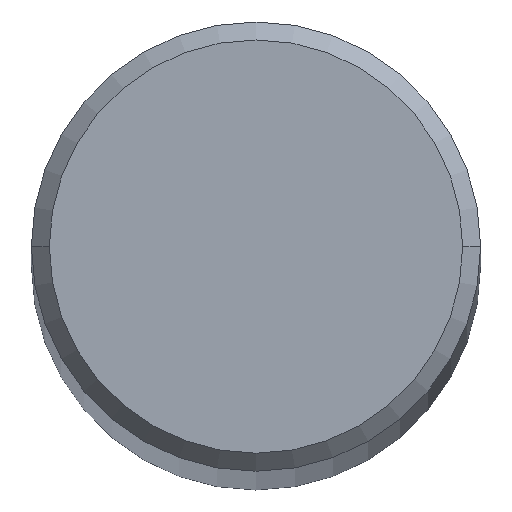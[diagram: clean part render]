
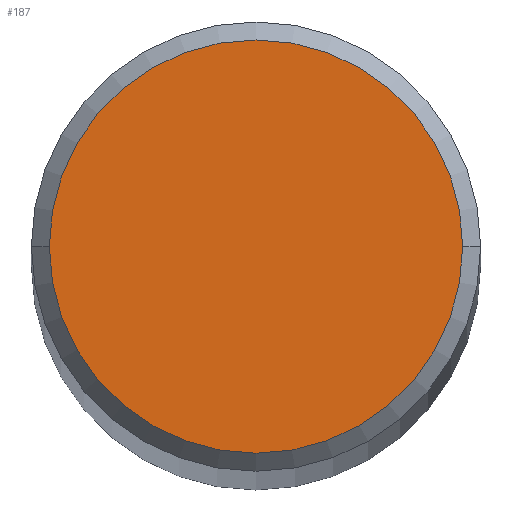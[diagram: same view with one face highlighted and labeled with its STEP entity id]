
A CAD part, top view. The second image highlights one B-rep face of the part: STEP entity #187.
In plain terms, the highlighted planar face has unit normal (0, 0, 1).
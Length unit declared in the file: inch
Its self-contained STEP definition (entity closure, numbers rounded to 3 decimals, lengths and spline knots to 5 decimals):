
#3 = DIRECTION ( 'NONE',  ( 1., 0., 0. ) ) ;
#12 = DIRECTION ( 'NONE',  ( 0., 0., 1. ) ) ;
#25 = VERTEX_POINT ( 'NONE', #159 ) ;
#27 = FACE_OUTER_BOUND ( 'NONE', #248, .T. ) ;
#28 = CIRCLE ( 'NONE', #213, 0.0575 ) ;
#30 = EDGE_CURVE ( 'NONE', #25, #245, #39, .T. ) ;
#39 = CIRCLE ( 'NONE', #137, 0.0575 ) ;
#46 = CARTESIAN_POINT ( 'NONE',  ( 0., 0., 1.5 ) ) ;
#68 = DIRECTION ( 'NONE',  ( 1., 0., 0. ) ) ;
#69 = AXIS2_PLACEMENT_3D ( 'NONE', #191, #12, #153 ) ;
#87 = EDGE_CURVE ( 'NONE', #245, #25, #28, .T. ) ;
#96 = PLANE ( 'NONE',  #69 ) ;
#119 = DIRECTION ( 'NONE',  ( 0., 0., 1. ) ) ;
#137 = AXIS2_PLACEMENT_3D ( 'NONE', #235, #119, #3 ) ;
#153 = DIRECTION ( 'NONE',  ( 1., 0., 0. ) ) ;
#155 = ORIENTED_EDGE ( 'NONE', *, *, #87, .T. ) ;
#159 = CARTESIAN_POINT ( 'NONE',  ( -0.0575, 0., 1.5 ) ) ;
#182 = DIRECTION ( 'NONE',  ( 0., 0., 1. ) ) ;
#187 = ADVANCED_FACE ( 'NONE', ( #27 ), #96, .T. ) ;
#191 = CARTESIAN_POINT ( 'NONE',  ( 0., 0., 1.5 ) ) ;
#208 = ORIENTED_EDGE ( 'NONE', *, *, #30, .T. ) ;
#210 = CARTESIAN_POINT ( 'NONE',  ( 0.0575, 0., 1.5 ) ) ;
#213 = AXIS2_PLACEMENT_3D ( 'NONE', #46, #182, #68 ) ;
#235 = CARTESIAN_POINT ( 'NONE',  ( 0., 0., 1.5 ) ) ;
#245 = VERTEX_POINT ( 'NONE', #210 ) ;
#248 = EDGE_LOOP ( 'NONE', ( #208, #155 ) ) ;
